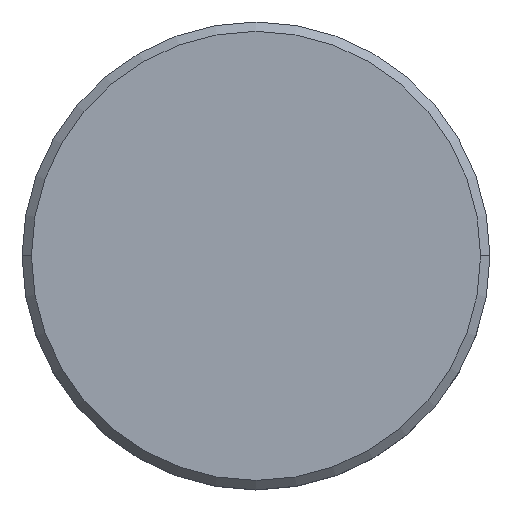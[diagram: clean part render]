
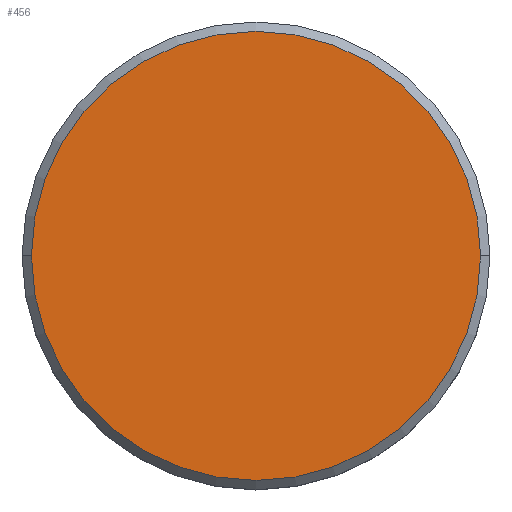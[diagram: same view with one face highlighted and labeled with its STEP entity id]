
A CAD part, top view. The second image highlights one B-rep face of the part: STEP entity #456.
In plain terms, the highlighted planar face has unit normal (0, 0, 1).
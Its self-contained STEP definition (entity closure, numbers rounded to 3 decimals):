
#26 = DIRECTION ( 'NONE',  ( 1., 0., 0. ) ) ;
#176 = AXIS2_PLACEMENT_3D ( 'NONE', #1034, #963, #26 ) ;
#226 = PLANE ( 'NONE',  #957 ) ;
#293 = ORIENTED_EDGE ( 'NONE', *, *, #969, .T. ) ;
#363 = CIRCLE ( 'NONE', #176, 12. ) ;
#400 = DIRECTION ( 'NONE',  ( 0., 0., 1. ) ) ;
#419 = AXIS2_PLACEMENT_3D ( 'NONE', #857, #678, #1049 ) ;
#420 = CARTESIAN_POINT ( 'NONE',  ( -12., 0., 0. ) ) ;
#456 = ADVANCED_FACE ( 'NONE', ( #586 ), #226, .T. ) ;
#471 = VERTEX_POINT ( 'NONE', #1148 ) ;
#506 = ORIENTED_EDGE ( 'NONE', *, *, #583, .T. ) ;
#583 = EDGE_CURVE ( 'NONE', #1127, #471, #877, .T. ) ;
#586 = FACE_OUTER_BOUND ( 'NONE', #976, .T. ) ;
#678 = DIRECTION ( 'NONE',  ( 0., 0., 1. ) ) ;
#850 = CARTESIAN_POINT ( 'NONE',  ( 0., 0., 0. ) ) ;
#857 = CARTESIAN_POINT ( 'NONE',  ( 0., 0., 0. ) ) ;
#873 = DIRECTION ( 'NONE',  ( 1., 0., 0. ) ) ;
#877 = CIRCLE ( 'NONE', #419, 12. ) ;
#957 = AXIS2_PLACEMENT_3D ( 'NONE', #850, #400, #873 ) ;
#963 = DIRECTION ( 'NONE',  ( 0., 0., 1. ) ) ;
#969 = EDGE_CURVE ( 'NONE', #471, #1127, #363, .T. ) ;
#976 = EDGE_LOOP ( 'NONE', ( #506, #293 ) ) ;
#1034 = CARTESIAN_POINT ( 'NONE',  ( 0., 0., 0. ) ) ;
#1049 = DIRECTION ( 'NONE',  ( 1., 0., 0. ) ) ;
#1127 = VERTEX_POINT ( 'NONE', #420 ) ;
#1148 = CARTESIAN_POINT ( 'NONE',  ( 12., 0., 0. ) ) ;
